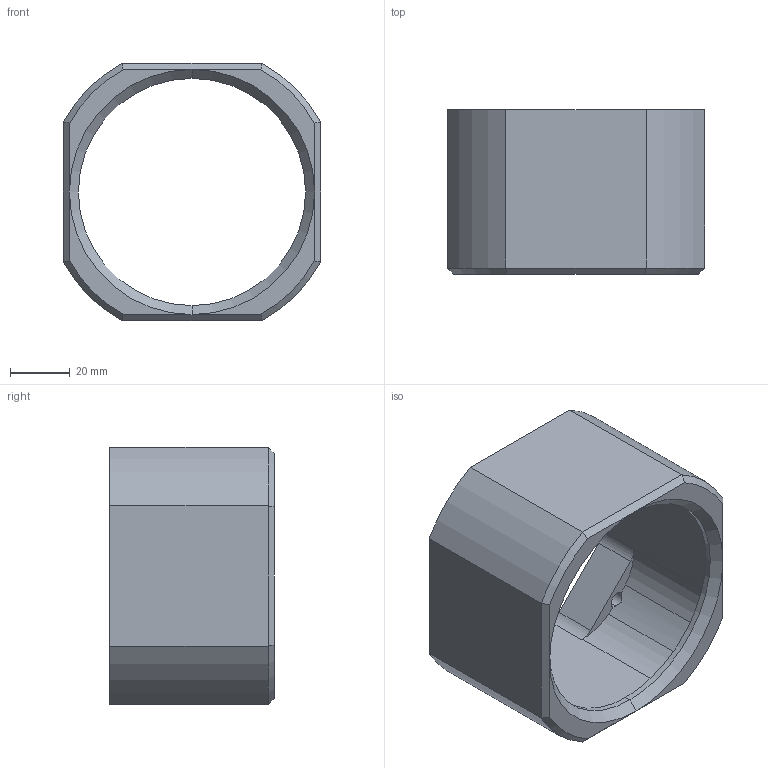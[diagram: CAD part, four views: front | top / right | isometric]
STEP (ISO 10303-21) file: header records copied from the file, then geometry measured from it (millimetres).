
FILE_DESCRIPTION (( 'STEP AP214' ), '1' );
FILE_NAME ('ALTI_USI_96-boite a capteur.STEP', '2020-04-01T09:44:30', ( '' ), ( '' ), 'SwSTEP 2.0', 'SolidWorks 2016', '' );
FILE_SCHEMA (( 'AUTOMOTIVE_DESIGN' ));
Length unit declared in the file: millimetre
Products named in the file (1): ALTI_USI_96-boite a capteur
Bounding box: 86 x 55 x 86 mm (x, y, z)
Volume: 78576.8 mm3; surface area: 36205.1 mm2
Topology: 1 solids, 1 shells, 74 faces, 202 edges, 123 vertices
Faces by surface type: cylinder 32, plane 26, cone 16
Entity records: 2377 total; most frequent: CARTESIAN_POINT 438, DIRECTION 421, ORIENTED_EDGE 396, EDGE_CURVE 198, AXIS2_PLACEMENT_3D 162, VERTEX_POINT 123, LINE 97, VECTOR 97
